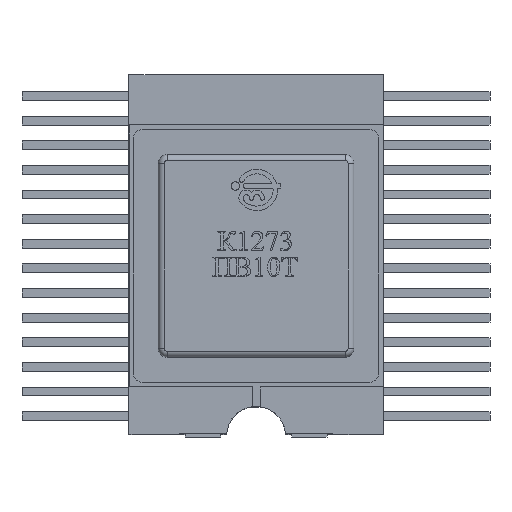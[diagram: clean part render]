
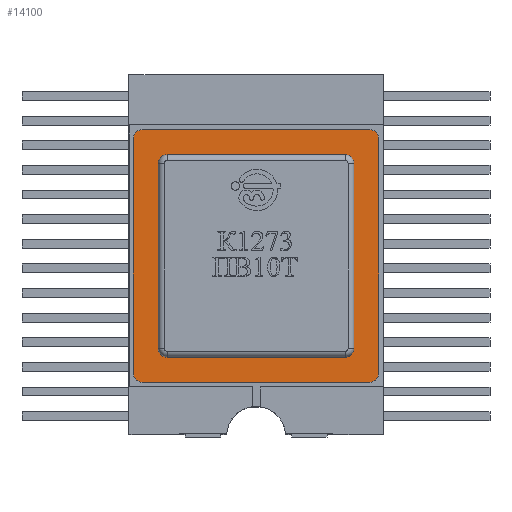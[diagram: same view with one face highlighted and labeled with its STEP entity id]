
A CAD part, top view. The second image highlights one B-rep face of the part: STEP entity #14100.
In plain terms, the highlighted planar face has unit normal (0, 0, 1).
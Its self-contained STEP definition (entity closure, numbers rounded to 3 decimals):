
#673=LINE('',#27105,#2402);
#674=LINE('',#27111,#2403);
#675=LINE('',#27121,#2404);
#676=LINE('',#27129,#2405);
#677=LINE('',#27133,#2406);
#678=LINE('',#27138,#2407);
#679=LINE('',#27142,#2408);
#680=LINE('',#27146,#2409);
#2402=VECTOR('',#22171,1000.);
#2403=VECTOR('',#22180,1000.);
#2404=VECTOR('',#22193,1000.);
#2405=VECTOR('',#22204,1000.);
#2406=VECTOR('',#22211,1000.);
#2407=VECTOR('',#22214,1000.);
#2408=VECTOR('',#22217,1000.);
#2409=VECTOR('',#22220,1000.);
#3798=PLANE('',#20418);
#5446=ORIENTED_EDGE('',*,*,#9453,.T.);
#5447=ORIENTED_EDGE('',*,*,#9452,.T.);
#5448=ORIENTED_EDGE('',*,*,#9450,.T.);
#5449=ORIENTED_EDGE('',*,*,#9448,.T.);
#5450=ORIENTED_EDGE('',*,*,#9445,.T.);
#5451=ORIENTED_EDGE('',*,*,#9443,.T.);
#5452=ORIENTED_EDGE('',*,*,#9441,.T.);
#5453=ORIENTED_EDGE('',*,*,#9440,.T.);
#5454=ORIENTED_EDGE('',*,*,#9454,.F.);
#5455=ORIENTED_EDGE('',*,*,#9455,.F.);
#5456=ORIENTED_EDGE('',*,*,#9456,.F.);
#5457=ORIENTED_EDGE('',*,*,#9457,.F.);
#5458=ORIENTED_EDGE('',*,*,#9458,.F.);
#5459=ORIENTED_EDGE('',*,*,#9459,.F.);
#5460=ORIENTED_EDGE('',*,*,#9460,.F.);
#5461=ORIENTED_EDGE('',*,*,#9461,.F.);
#9440=EDGE_CURVE('',#11424,#11425,#673,.T.);
#9441=EDGE_CURVE('',#11426,#11424,#12197,.T.);
#9443=EDGE_CURVE('',#11427,#11426,#674,.T.);
#9445=EDGE_CURVE('',#11428,#11427,#12200,.T.);
#9448=EDGE_CURVE('',#11429,#11428,#675,.T.);
#9450=EDGE_CURVE('',#11430,#11429,#12204,.T.);
#9452=EDGE_CURVE('',#11431,#11430,#676,.T.);
#9453=EDGE_CURVE('',#11425,#11431,#12206,.T.);
#9454=EDGE_CURVE('',#11432,#11433,#677,.T.);
#9455=EDGE_CURVE('',#11434,#11432,#12207,.T.);
#9456=EDGE_CURVE('',#11435,#11434,#678,.T.);
#9457=EDGE_CURVE('',#11436,#11435,#12208,.T.);
#9458=EDGE_CURVE('',#11437,#11436,#679,.T.);
#9459=EDGE_CURVE('',#11438,#11437,#12209,.T.);
#9460=EDGE_CURVE('',#11439,#11438,#680,.T.);
#9461=EDGE_CURVE('',#11433,#11439,#12210,.T.);
#11424=VERTEX_POINT('',#27102);
#11425=VERTEX_POINT('',#27104);
#11426=VERTEX_POINT('',#27108);
#11427=VERTEX_POINT('',#27112);
#11428=VERTEX_POINT('',#27116);
#11429=VERTEX_POINT('',#27120);
#11430=VERTEX_POINT('',#27124);
#11431=VERTEX_POINT('',#27128);
#11432=VERTEX_POINT('',#27134);
#11433=VERTEX_POINT('',#27135);
#11434=VERTEX_POINT('',#27137);
#11435=VERTEX_POINT('',#27139);
#11436=VERTEX_POINT('',#27141);
#11437=VERTEX_POINT('',#27143);
#11438=VERTEX_POINT('',#27145);
#11439=VERTEX_POINT('',#27147);
#12197=CIRCLE('',#20402,0.45);
#12200=CIRCLE('',#20407,0.45);
#12204=CIRCLE('',#20413,0.45);
#12206=CIRCLE('',#20417,0.45);
#12207=CIRCLE('',#20419,0.45);
#12208=CIRCLE('',#20420,0.45);
#12209=CIRCLE('',#20421,0.45);
#12210=CIRCLE('',#20422,0.45);
#12427=EDGE_LOOP('',(#5446,#5447,#5448,#5449,#5450,#5451,#5452,#5453));
#12428=EDGE_LOOP('',(#5454,#5455,#5456,#5457,#5458,#5459,#5460,#5461));
#13224=FACE_BOUND('',#12427,.T.);
#13225=FACE_BOUND('',#12428,.T.);
#14100=ADVANCED_FACE('',(#13224,#13225),#3798,.F.);
#20402=AXIS2_PLACEMENT_3D('',#27107,#22174,#22175);
#20407=AXIS2_PLACEMENT_3D('',#27115,#22185,#22186);
#20413=AXIS2_PLACEMENT_3D('',#27125,#22198,#22199);
#20417=AXIS2_PLACEMENT_3D('',#27131,#22207,#22208);
#20418=AXIS2_PLACEMENT_3D('',#27132,#22209,#22210);
#20419=AXIS2_PLACEMENT_3D('',#27136,#22212,#22213);
#20420=AXIS2_PLACEMENT_3D('',#27140,#22215,#22216);
#20421=AXIS2_PLACEMENT_3D('',#27144,#22218,#22219);
#20422=AXIS2_PLACEMENT_3D('',#27148,#22221,#22222);
#22171=DIRECTION('',(1.,0.,0.));
#22174=DIRECTION('',(0.,0.,-1.));
#22175=DIRECTION('',(0.,-1.,0.));
#22180=DIRECTION('',(0.,1.,0.));
#22185=DIRECTION('',(0.,0.,-1.));
#22186=DIRECTION('',(0.,1.,0.));
#22193=DIRECTION('',(-1.,0.,0.));
#22198=DIRECTION('',(0.,0.,-1.));
#22199=DIRECTION('',(0.,1.,0.));
#22204=DIRECTION('',(0.,-1.,0.));
#22207=DIRECTION('',(0.,0.,-1.));
#22208=DIRECTION('',(0.,-1.,0.));
#22209=DIRECTION('',(0.,0.,-1.));
#22210=DIRECTION('',(-1.,0.,0.));
#22211=DIRECTION('',(0.,-1.,0.));
#22212=DIRECTION('',(0.,0.,-1.));
#22213=DIRECTION('',(0.,-1.,0.));
#22214=DIRECTION('',(1.,0.,0.));
#22215=DIRECTION('',(0.,0.,-1.));
#22216=DIRECTION('',(0.,-1.,0.));
#22217=DIRECTION('',(0.,1.,0.));
#22218=DIRECTION('',(0.,0.,-1.));
#22219=DIRECTION('',(0.,1.,0.));
#22220=DIRECTION('',(-1.,0.,0.));
#22221=DIRECTION('',(0.,0.,-1.));
#22222=DIRECTION('',(0.,1.,0.));
#27102=CARTESIAN_POINT('',(-4.519,5.139,2.608));
#27104=CARTESIAN_POINT('',(4.519,5.139,2.608));
#27105=CARTESIAN_POINT('',(4.519,5.139,2.608));
#27107=CARTESIAN_POINT('',(-4.519,4.689,2.608));
#27108=CARTESIAN_POINT('',(-4.969,4.689,2.608));
#27111=CARTESIAN_POINT('',(-4.969,4.689,2.608));
#27112=CARTESIAN_POINT('',(-4.969,-4.689,2.608));
#27115=CARTESIAN_POINT('',(-4.519,-4.689,2.608));
#27116=CARTESIAN_POINT('',(-4.519,-5.139,2.608));
#27120=CARTESIAN_POINT('',(4.519,-5.139,2.608));
#27121=CARTESIAN_POINT('',(-4.519,-5.139,2.608));
#27124=CARTESIAN_POINT('',(4.969,-4.689,2.608));
#27125=CARTESIAN_POINT('',(4.519,-4.689,2.608));
#27128=CARTESIAN_POINT('',(4.969,4.689,2.608));
#27129=CARTESIAN_POINT('',(4.969,-4.689,2.608));
#27131=CARTESIAN_POINT('',(4.519,4.689,2.608));
#27132=CARTESIAN_POINT('',(5.775,-5.954,2.608));
#27133=CARTESIAN_POINT('',(6.225,-5.954,2.608));
#27134=CARTESIAN_POINT('',(6.225,5.954,2.608));
#27135=CARTESIAN_POINT('',(6.225,-5.954,2.608));
#27136=CARTESIAN_POINT('',(5.775,5.954,2.608));
#27137=CARTESIAN_POINT('',(5.775,6.404,2.608));
#27138=CARTESIAN_POINT('',(5.775,6.404,2.608));
#27139=CARTESIAN_POINT('',(-5.775,6.404,2.608));
#27140=CARTESIAN_POINT('',(-5.775,5.954,2.608));
#27141=CARTESIAN_POINT('',(-6.225,5.954,2.608));
#27142=CARTESIAN_POINT('',(-6.225,5.954,2.608));
#27143=CARTESIAN_POINT('',(-6.225,-5.954,2.608));
#27144=CARTESIAN_POINT('',(-5.775,-5.954,2.608));
#27145=CARTESIAN_POINT('',(-5.775,-6.404,2.608));
#27146=CARTESIAN_POINT('',(-5.775,-6.404,2.608));
#27147=CARTESIAN_POINT('',(5.775,-6.404,2.608));
#27148=CARTESIAN_POINT('',(5.775,-5.954,2.608));
